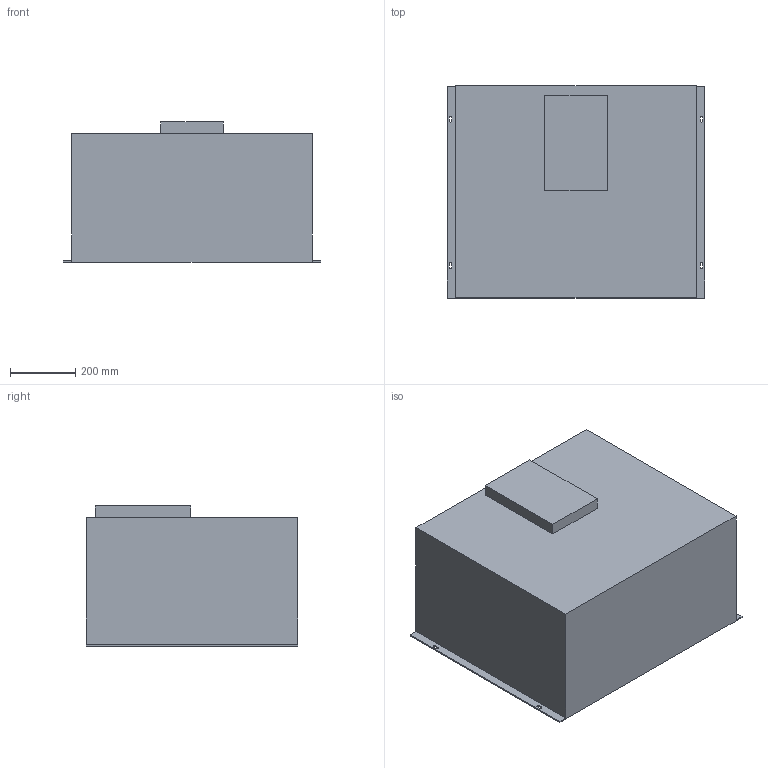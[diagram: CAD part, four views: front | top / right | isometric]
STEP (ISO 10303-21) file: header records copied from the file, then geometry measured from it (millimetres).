
FILE_DESCRIPTION((''),'2;1');
FILE_NAME('3d_51ADX0640.stp','2012-10-03T12:59:11',(''),(''),'Mechanical Desktop 2011','Mechanical Desktop 2011',', , ');
FILE_SCHEMA(('CONFIG_CONTROL_DESIGN'));
Length unit declared in the file: millimetre
Products named in the file (1): Product
Bounding box: 790 x 650 x 430 mm (x, y, z)
Volume: 191160597.9 mm3; surface area: 2278592.2 mm2
Topology: 4 solids, 4 shells, 40 faces, 114 edges, 100 vertices
Faces by surface type: plane 22, bspline 14, cylinder 4
Entity records: 1424 total; most frequent: CARTESIAN_POINT 335, ORIENTED_EDGE 192, DIRECTION 184, VECTOR 98, LINE 98, EDGE_CURVE 96, VERTEX_POINT 64, EDGE_LOOP 48
